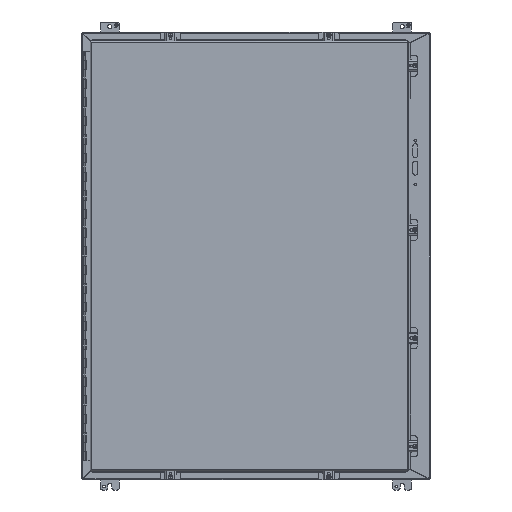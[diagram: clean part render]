
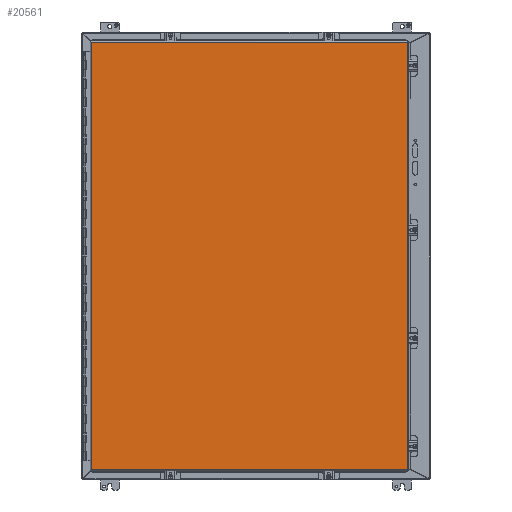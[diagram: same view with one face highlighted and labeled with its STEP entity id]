
A CAD part, front view. The second image highlights one B-rep face of the part: STEP entity #20561.
In plain terms, the highlighted planar face has unit normal (0, -1, 0).
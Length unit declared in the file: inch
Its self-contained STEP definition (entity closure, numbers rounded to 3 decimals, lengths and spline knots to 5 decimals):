
#2938 = LINE ( 'NONE', #74881, #17644 ) ;
#4807 = EDGE_CURVE ( 'NONE', #15695, #54929, #66130, .T. ) ;
#6606 = AXIS2_PLACEMENT_3D ( 'NONE', #50305, #49135, #55085 ) ;
#7226 = FACE_OUTER_BOUND ( 'NONE', #70160, .T. ) ;
#8519 = DIRECTION ( 'NONE',  ( 0., 0., 1. ) ) ;
#9159 = DIRECTION ( 'NONE',  ( 1., 0., 0. ) ) ;
#11966 = CARTESIAN_POINT ( 'NONE',  ( -17.8215, -13.21, 22.9545 ) ) ;
#13160 = PLANE ( 'NONE',  #6606 ) ;
#15695 = VERTEX_POINT ( 'NONE', #18092 ) ;
#17644 = VECTOR ( 'NONE', #44428, 39.37008 ) ;
#18047 = ORIENTED_EDGE ( 'NONE', *, *, #36930, .T. ) ;
#18092 = CARTESIAN_POINT ( 'NONE',  ( 16.2585, -13.21, 22.9545 ) ) ;
#20561 = ADVANCED_FACE ( 'NONE', ( #7226 ), #13160, .T. ) ;
#23497 = ORIENTED_EDGE ( 'NONE', *, *, #49770, .T. ) ;
#31945 = CARTESIAN_POINT ( 'NONE',  ( 16.2585, -13.21, -22.9545 ) ) ;
#32004 = VERTEX_POINT ( 'NONE', #46195 ) ;
#35266 = ORIENTED_EDGE ( 'NONE', *, *, #45029, .T. ) ;
#36095 = DIRECTION ( 'NONE',  ( -1., 0., 0. ) ) ;
#36930 = EDGE_CURVE ( 'NONE', #32004, #73103, #43956, .T. ) ;
#43956 = LINE ( 'NONE', #68864, #69631 ) ;
#44428 = DIRECTION ( 'NONE',  ( 0., 0., -1. ) ) ;
#44502 = LINE ( 'NONE', #62687, #52134 ) ;
#45029 = EDGE_CURVE ( 'NONE', #54929, #32004, #2938, .T. ) ;
#46195 = CARTESIAN_POINT ( 'NONE',  ( -17.7135, -13.21, -22.9545 ) ) ;
#49135 = DIRECTION ( 'NONE',  ( 0., -1., 0. ) ) ;
#49770 = EDGE_CURVE ( 'NONE', #73103, #15695, #44502, .T. ) ;
#50305 = CARTESIAN_POINT ( 'NONE',  ( -17.8215, -13.21, -23.0625 ) ) ;
#52134 = VECTOR ( 'NONE', #8519, 39.37008 ) ;
#54929 = VERTEX_POINT ( 'NONE', #72196 ) ;
#55085 = DIRECTION ( 'NONE',  ( 0., 0., -1. ) ) ;
#59560 = ORIENTED_EDGE ( 'NONE', *, *, #4807, .T. ) ;
#62687 = CARTESIAN_POINT ( 'NONE',  ( 16.2585, -13.21, -23.0625 ) ) ;
#66130 = LINE ( 'NONE', #11966, #67812 ) ;
#67812 = VECTOR ( 'NONE', #36095, 39.37008 ) ;
#68864 = CARTESIAN_POINT ( 'NONE',  ( -17.8215, -13.21, -22.9545 ) ) ;
#69631 = VECTOR ( 'NONE', #9159, 39.37008 ) ;
#70160 = EDGE_LOOP ( 'NONE', ( #35266, #18047, #23497, #59560 ) ) ;
#72196 = CARTESIAN_POINT ( 'NONE',  ( -17.7135, -13.21, 22.9545 ) ) ;
#73103 = VERTEX_POINT ( 'NONE', #31945 ) ;
#74881 = CARTESIAN_POINT ( 'NONE',  ( -17.7135, -13.21, -23.0625 ) ) ;
